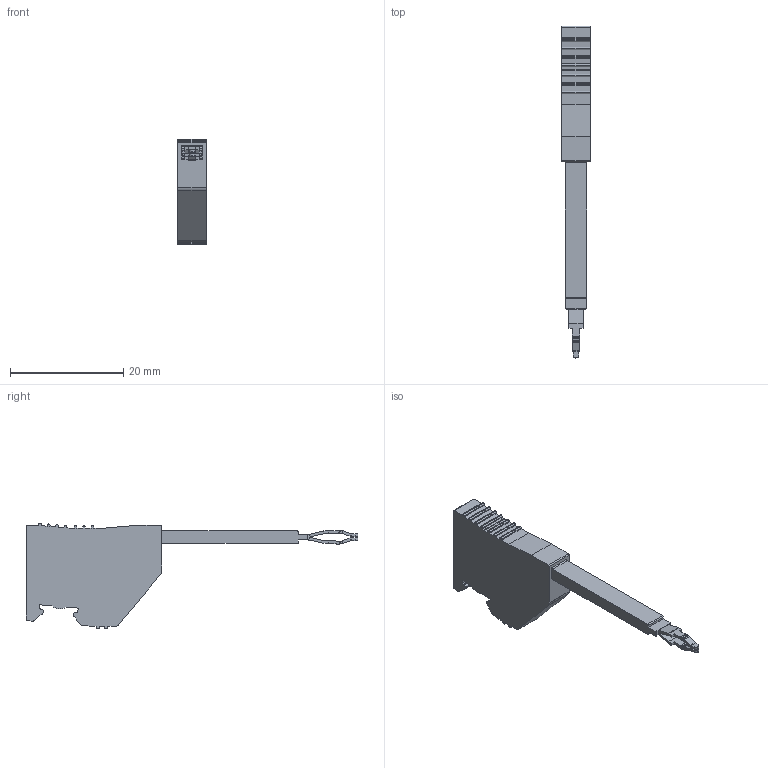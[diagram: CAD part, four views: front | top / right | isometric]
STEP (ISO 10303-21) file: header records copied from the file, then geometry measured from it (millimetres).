
FILE_DESCRIPTION (( 'STEP AP203' ), '1' );
FILE_NAME ('TX25.STEP', '2024-12-05T10:58:09', ( '' ), ( '' ), 'SwSTEP 2.0', 'SolidWorks 2022', '' );
FILE_SCHEMA (( 'CONFIG_CONTROL_DESIGN' ));
Length unit declared in the file: millimetre
Products named in the file (1): TX25
Bounding box: 5 x 58.73 x 18.66 mm (x, y, z)
Volume: 2035.8 mm3; surface area: 1556.6 mm2
Topology: 1 solids, 1 shells, 225 faces, 635 edges, 414 vertices
Faces by surface type: plane 133, cylinder 84, bspline 8
Entity records: 7437 total; most frequent: CARTESIAN_POINT 1544, ORIENTED_EDGE 1270, DIRECTION 1164, EDGE_CURVE 635, LINE 440, VECTOR 440, VERTEX_POINT 414, AXIS2_PLACEMENT_3D 362
